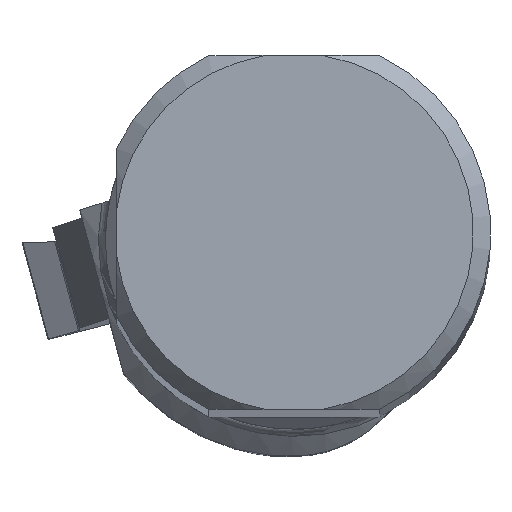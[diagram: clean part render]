
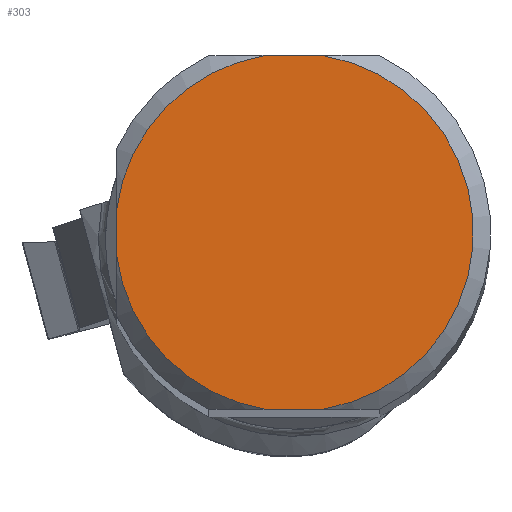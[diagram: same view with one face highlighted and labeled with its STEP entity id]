
A CAD part, top view. The second image highlights one B-rep face of the part: STEP entity #303.
In plain terms, the highlighted planar face has unit normal (0, 0, 1).
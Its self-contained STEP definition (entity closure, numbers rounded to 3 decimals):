
#185=PLANE('',#2037);
#303=ADVANCED_FACE('',(#419),#185,.T.);
#419=FACE_OUTER_BOUND('',#516,.T.);
#516=EDGE_LOOP('',(#952,#953,#954,#955,#956,#957));
#559=CIRCLE('',#1990,7.23);
#560=CIRCLE('',#1992,7.23);
#575=CIRCLE('',#2033,7.23);
#952=ORIENTED_EDGE('',*,*,#1489,.F.);
#953=ORIENTED_EDGE('',*,*,#1414,.T.);
#954=ORIENTED_EDGE('',*,*,#1490,.F.);
#955=ORIENTED_EDGE('',*,*,#1484,.T.);
#956=ORIENTED_EDGE('',*,*,#1491,.F.);
#957=ORIENTED_EDGE('',*,*,#1416,.T.);
#1193=VERTEX_POINT('',#3052);
#1195=VERTEX_POINT('',#3059);
#1196=VERTEX_POINT('',#3066);
#1198=VERTEX_POINT('',#3069);
#1252=VERTEX_POINT('',#3328);
#1253=VERTEX_POINT('',#3330);
#1414=EDGE_CURVE('',#1193,#1195,#559,.T.);
#1416=EDGE_CURVE('',#1198,#1196,#560,.T.);
#1484=EDGE_CURVE('',#1253,#1252,#575,.T.);
#1489=EDGE_CURVE('',#1193,#1196,#1656,.T.);
#1490=EDGE_CURVE('',#1253,#1195,#1657,.T.);
#1491=EDGE_CURVE('',#1198,#1252,#1658,.T.);
#1656=LINE('',#3342,#1807);
#1657=LINE('',#3343,#1808);
#1658=LINE('',#3344,#1809);
#1807=VECTOR('',#2482,1.);
#1808=VECTOR('',#2483,1.);
#1809=VECTOR('',#2484,1.);
#1990=AXIS2_PLACEMENT_3D('',#3060,#2362,#2363);
#1992=AXIS2_PLACEMENT_3D('',#3068,#2366,#2367);
#2033=AXIS2_PLACEMENT_3D('',#3329,#2472,#2473);
#2037=AXIS2_PLACEMENT_3D('',#3345,#2485,#2486);
#2362=DIRECTION('',(0.,0.,1.));
#2363=DIRECTION('',(1.,0.,0.));
#2366=DIRECTION('',(0.,0.,1.));
#2367=DIRECTION('',(1.,0.,0.));
#2472=DIRECTION('',(0.,0.,1.));
#2473=DIRECTION('',(1.,0.,0.));
#2482=DIRECTION('',(-1.,0.,0.));
#2483=DIRECTION('',(1.,0.,0.));
#2484=DIRECTION('',(0.,1.,0.));
#2485=DIRECTION('',(0.,0.,1.));
#2486=DIRECTION('',(1.,0.,0.));
#3052=CARTESIAN_POINT('',(1.137,-7.14,0.));
#3059=CARTESIAN_POINT('',(1.137,7.14,0.));
#3060=CARTESIAN_POINT('',(0.,0.,0.));
#3066=CARTESIAN_POINT('',(-1.137,-7.14,0.));
#3068=CARTESIAN_POINT('',(0.,0.,0.));
#3069=CARTESIAN_POINT('',(-7.17,-0.93,0.));
#3328=CARTESIAN_POINT('',(-7.17,0.93,0.));
#3329=CARTESIAN_POINT('',(0.,0.,0.));
#3330=CARTESIAN_POINT('',(-1.137,7.14,0.));
#3342=CARTESIAN_POINT('',(0.,-7.14,0.));
#3343=CARTESIAN_POINT('',(0.,7.14,0.));
#3344=CARTESIAN_POINT('',(-7.17,0.,0.));
#3345=CARTESIAN_POINT('',(0.,0.,
0.));
